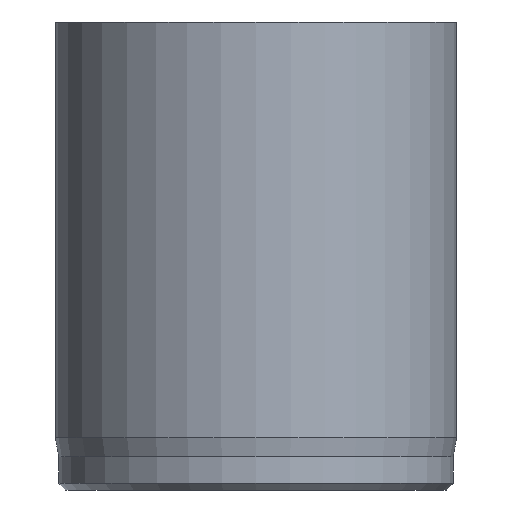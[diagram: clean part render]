
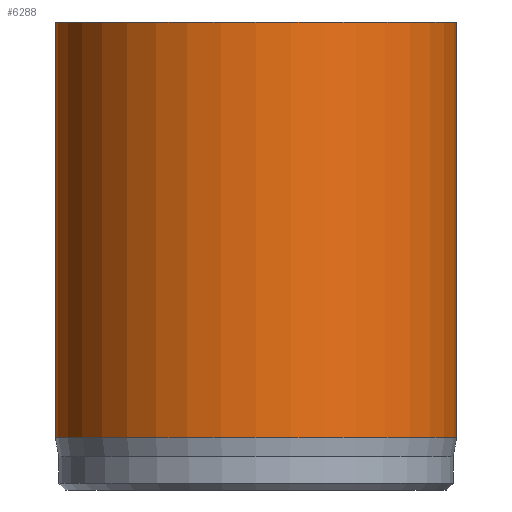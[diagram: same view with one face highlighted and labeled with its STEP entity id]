
A CAD part, front view. The second image highlights one B-rep face of the part: STEP entity #6288.
In plain terms, the highlighted cylindrical face has radius 6 mm (diameter 12 mm), a full revolution.
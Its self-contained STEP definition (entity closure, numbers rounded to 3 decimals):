
#35=CYLINDRICAL_SURFACE('',#6522,6.);
#52=CIRCLE('',#6495,6.);
#64=CIRCLE('',#6520,6.);
#65=CIRCLE('',#6521,6.);
#516=FACE_OUTER_BOUND('',#884,.T.);
#884=EDGE_LOOP('',(#5457,#5458,#5459,#5460,#5461));
#1352=LINE('',#11404,#1833);
#1833=VECTOR('',#7219,6.);
#2841=VERTEX_POINT('',#11355);
#2853=VERTEX_POINT('',#11398);
#2854=VERTEX_POINT('',#11399);
#3721=EDGE_CURVE('',#2841,#2841,#52,.T.);
#3739=EDGE_CURVE('',#2853,#2854,#64,.T.);
#3740=EDGE_CURVE('',#2854,#2853,#65,.T.);
#3742=EDGE_CURVE('',#2841,#2853,#1352,.T.);
#5457=ORIENTED_EDGE('',*,*,#3721,.T.);
#5458=ORIENTED_EDGE('',*,*,#3742,.T.);
#5459=ORIENTED_EDGE('',*,*,#3739,.T.);
#5460=ORIENTED_EDGE('',*,*,#3740,.T.);
#5461=ORIENTED_EDGE('',*,*,#3742,.F.);
#6288=ADVANCED_FACE('',(#516),#35,.T.);
#6495=AXIS2_PLACEMENT_3D('',#11356,#7156,#7157);
#6520=AXIS2_PLACEMENT_3D('',#11400,#7212,#7213);
#6521=AXIS2_PLACEMENT_3D('',#11401,#7214,#7215);
#6522=AXIS2_PLACEMENT_3D('',#11403,#7217,#7218);
#7156=DIRECTION('center_axis',(0.,0.,-1.));
#7157=DIRECTION('ref_axis',(-1.,0.,0.));
#7212=DIRECTION('center_axis',(0.,0.,1.));
#7213=DIRECTION('ref_axis',(-1.,0.,0.));
#7214=DIRECTION('center_axis',(0.,0.,1.));
#7215=DIRECTION('ref_axis',(-1.,0.,0.));
#7217=DIRECTION('center_axis',(0.,0.,1.));
#7218=DIRECTION('ref_axis',(-1.,0.,0.));
#7219=DIRECTION('',(0.,0.,-1.));
#11355=CARTESIAN_POINT('',(6.,0.,14.));
#11356=CARTESIAN_POINT('Origin',(0.,0.,14.));
#11398=CARTESIAN_POINT('',(6.,0.,1.567));
#11399=CARTESIAN_POINT('',(-6.,0.,1.567));
#11400=CARTESIAN_POINT('Origin',(0.,0.,1.567));
#11401=CARTESIAN_POINT('Origin',(0.,0.,1.567));
#11403=CARTESIAN_POINT('Origin',(0.,0.,0.));
#11404=CARTESIAN_POINT('',(6.,0.,0.));
